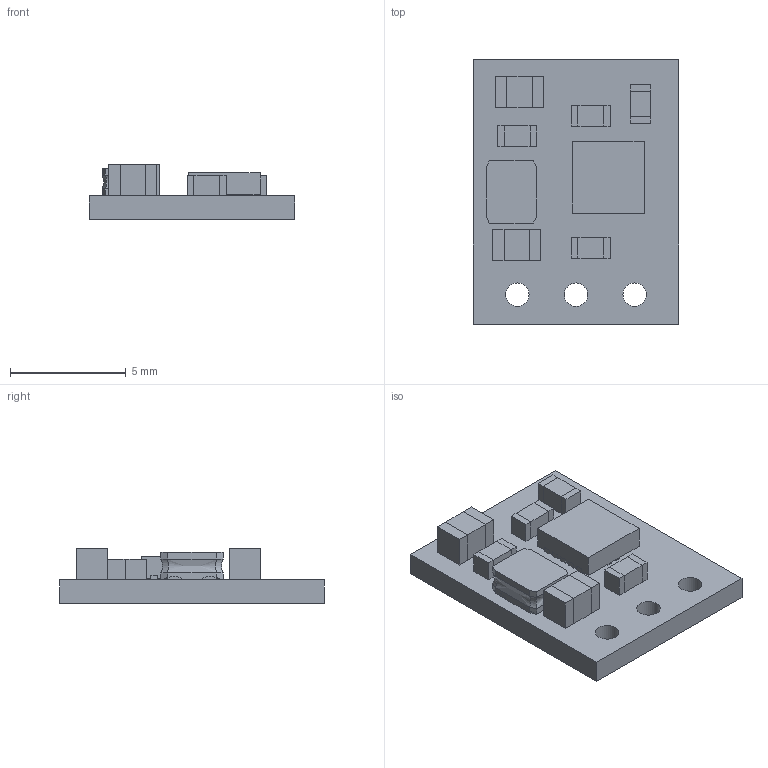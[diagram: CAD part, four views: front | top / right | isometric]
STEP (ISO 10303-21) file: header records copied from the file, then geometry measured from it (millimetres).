
FILE_DESCRIPTION (( 'STEP AP214' ), '1' );
FILE_NAME ('pololu-step-up-voltage-regulator-u1v10fx.step', '2018-03-16T23:05:16', ( '' ), ( '' ), 'SwSTEP 2.0', 'SolidWorks 2016', '' );
FILE_SCHEMA (( 'AUTOMOTIVE_DESIGN' ));
Length unit declared in the file: millimetre
Products named in the file (1): pololu-step-up-voltage-regulator-u1v10fx
Bounding box: 8.89 x 11.43 x 2.37 mm (x, y, z)
Volume: 130.1 mm3; surface area: 318.4 mm2
Topology: 1 solids, 1 shells, 540 faces, 1463 edges, 960 vertices
Faces by surface type: plane 370, bspline 153, cylinder 17
Full cylindrical faces by diameter (mm): 1.016 x3
Entity records: 27974 total; most frequent: CARTESIAN_POINT 9498, ORIENTED_EDGE 2920, DIRECTION 1920, EDGE_CURVE 1460, VECTOR 1076, LINE 1076, VERTEX_POINT 960, EDGE_LOOP 604
